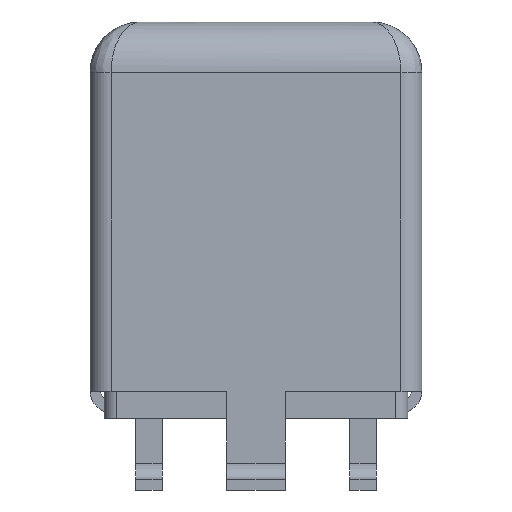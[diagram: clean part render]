
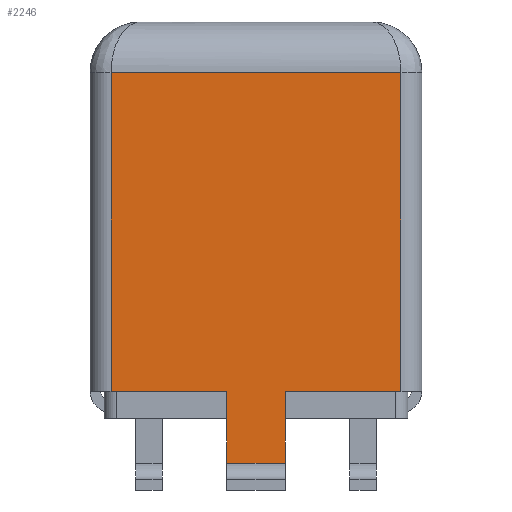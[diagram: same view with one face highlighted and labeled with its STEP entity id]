
A CAD part, front view. The second image highlights one B-rep face of the part: STEP entity #2246.
In plain terms, the highlighted planar face has unit normal (0, -1, 0).
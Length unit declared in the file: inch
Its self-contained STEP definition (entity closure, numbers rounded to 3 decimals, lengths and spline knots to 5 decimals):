
#128=FACE_OUTER_BOUND('',#261,.T.);
#261=EDGE_LOOP('',(#1599,#1600,#1601,#1602,#1603,#1604,#1605,#1606));
#419=LINE('',#3387,#661);
#424=LINE('',#3404,#666);
#425=LINE('',#3406,#667);
#426=LINE('',#3408,#668);
#427=LINE('',#3410,#669);
#428=LINE('',#3412,#670);
#429=LINE('',#3413,#671);
#430=LINE('',#3414,#672);
#661=VECTOR('',#2711,0.3937);
#666=VECTOR('',#2728,0.3937);
#667=VECTOR('',#2729,0.3937);
#668=VECTOR('',#2730,0.3937);
#669=VECTOR('',#2731,0.3937);
#670=VECTOR('',#2732,0.3937);
#671=VECTOR('',#2733,0.3937);
#672=VECTOR('',#2734,0.3937);
#971=VERTEX_POINT('',#3384);
#972=VERTEX_POINT('',#3386);
#977=VERTEX_POINT('',#3402);
#978=VERTEX_POINT('',#3403);
#979=VERTEX_POINT('',#3405);
#980=VERTEX_POINT('',#3407);
#981=VERTEX_POINT('',#3409);
#982=VERTEX_POINT('',#3411);
#1206=EDGE_CURVE('',#972,#971,#419,.T.);
#1214=EDGE_CURVE('',#977,#978,#424,.T.);
#1215=EDGE_CURVE('',#978,#979,#425,.T.);
#1216=EDGE_CURVE('',#980,#979,#426,.T.);
#1217=EDGE_CURVE('',#981,#980,#427,.T.);
#1218=EDGE_CURVE('',#981,#982,#428,.T.);
#1219=EDGE_CURVE('',#982,#972,#429,.T.);
#1220=EDGE_CURVE('',#971,#977,#430,.T.);
#1599=ORIENTED_EDGE('',*,*,#1214,.T.);
#1600=ORIENTED_EDGE('',*,*,#1215,.T.);
#1601=ORIENTED_EDGE('',*,*,#1216,.F.);
#1602=ORIENTED_EDGE('',*,*,#1217,.F.);
#1603=ORIENTED_EDGE('',*,*,#1218,.T.);
#1604=ORIENTED_EDGE('',*,*,#1219,.T.);
#1605=ORIENTED_EDGE('',*,*,#1206,.T.);
#1606=ORIENTED_EDGE('',*,*,#1220,.T.);
#2153=PLANE('',#2419);
#2246=ADVANCED_FACE('',(#128),#2153,.T.);
#2419=AXIS2_PLACEMENT_3D('',#3401,#2726,#2727);
#2711=DIRECTION('',(1.,0.,0.));
#2726=DIRECTION('center_axis',(0.,-1.,0.));
#2727=DIRECTION('ref_axis',(1.,0.,0.));
#2728=DIRECTION('',(1.,0.,0.));
#2729=DIRECTION('',(0.,0.,1.));
#2730=DIRECTION('',(1.,0.,0.));
#2731=DIRECTION('',(0.,0.,1.));
#2732=DIRECTION('',(1.,0.,0.));
#2733=DIRECTION('',(0.,0.,-1.));
#2734=DIRECTION('',(0.,0.,1.));
#3384=CARTESIAN_POINT('',(0.0275,-0.155,-0.012));
#3386=CARTESIAN_POINT('',(-0.0275,-0.155,-0.012));
#3387=CARTESIAN_POINT('',(0.,-0.155,-0.012));
#3401=CARTESIAN_POINT('Origin',(-0.13531,-0.155,0.));
#3402=CARTESIAN_POINT('',(0.0275,-0.155,0.055));
#3403=CARTESIAN_POINT('',(0.13531,-0.155,0.055));
#3404=CARTESIAN_POINT('',(-0.05391,-0.155,0.055));
#3405=CARTESIAN_POINT('',(0.13531,-0.155,0.35276));
#3406=CARTESIAN_POINT('',(0.13531,-0.155,0.));
#3407=CARTESIAN_POINT('',(-0.13531,-0.155,0.35276));
#3408=CARTESIAN_POINT('',(-0.06766,-0.155,0.35276));
#3409=CARTESIAN_POINT('',(-0.13531,-0.155,0.055));
#3410=CARTESIAN_POINT('',(-0.13531,-0.155,0.));
#3411=CARTESIAN_POINT('',(-0.0275,-0.155,0.055));
#3412=CARTESIAN_POINT('',(-0.14516,-0.155,0.055));
#3413=CARTESIAN_POINT('',(-0.0275,-0.155,0.0275));
#3414=CARTESIAN_POINT('',(0.0275,-0.155,0.));
